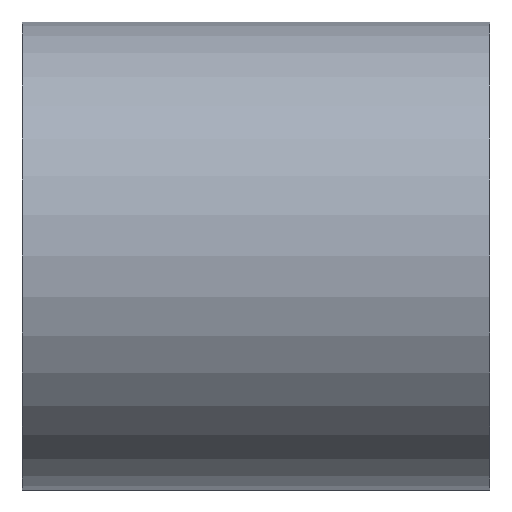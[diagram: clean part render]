
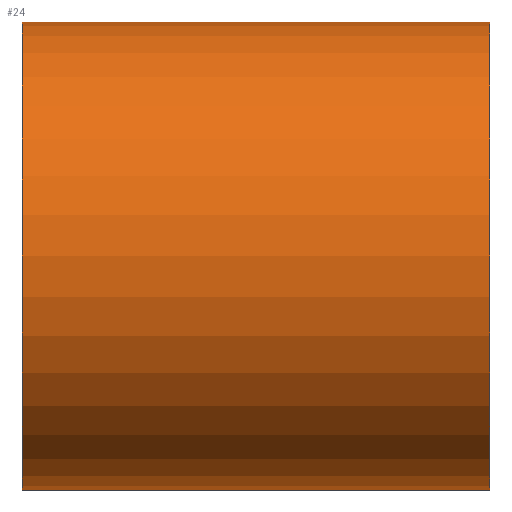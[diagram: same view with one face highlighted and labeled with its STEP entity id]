
A CAD part, left-side view. The second image highlights one B-rep face of the part: STEP entity #24.
In plain terms, the highlighted cylindrical face has radius 6.35 mm (diameter 12.7 mm), a partial arc.
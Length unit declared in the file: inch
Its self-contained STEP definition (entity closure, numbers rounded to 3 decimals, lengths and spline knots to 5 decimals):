
#11 = EDGE_LOOP ( 'NONE', ( #18, #65, #17, #82 ) ) ;
#15 = EDGE_CURVE ( 'NONE', #78, #30, #90, .T. ) ;
#17 = ORIENTED_EDGE ( 'NONE', *, *, #72, .T. ) ;
#18 = ORIENTED_EDGE ( 'NONE', *, *, #15, .F. ) ;
#24 = ADVANCED_FACE ( 'NONE', ( #86 ), #37, .T. ) ;
#30 = VERTEX_POINT ( 'NONE', #95 ) ;
#36 = AXIS2_PLACEMENT_3D ( 'NONE', #39, #61, #60 ) ;
#37 = CYLINDRICAL_SURFACE ( 'NONE', #36, 0.25 ) ;
#39 = CARTESIAN_POINT ( 'NONE',  ( 0., 0.25, 0. ) ) ;
#49 = CARTESIAN_POINT ( 'NONE',  ( 0., -0.25, -0.25 ) ) ;
#55 = VERTEX_POINT ( 'NONE', #49 ) ;
#60 = DIRECTION ( 'NONE',  ( 0., 0., -1. ) ) ;
#61 = DIRECTION ( 'NONE',  ( 0., -1., 0. ) ) ;
#65 = ORIENTED_EDGE ( 'NONE', *, *, #106, .F. ) ;
#72 = EDGE_CURVE ( 'NONE', #115, #55, #177, .T. ) ;
#78 = VERTEX_POINT ( 'NONE', #248 ) ;
#82 = ORIENTED_EDGE ( 'NONE', *, *, #113, .T. ) ;
#86 = FACE_OUTER_BOUND ( 'NONE', #11, .T. ) ;
#87 = DIRECTION ( 'NONE',  ( 0., -1., 0. ) ) ;
#88 = VECTOR ( 'NONE', #87, 39.37008 ) ;
#89 = CARTESIAN_POINT ( 'NONE',  ( 0., 0.25, 0.25 ) ) ;
#90 = LINE ( 'NONE', #89, #88 ) ;
#95 = CARTESIAN_POINT ( 'NONE',  ( 0., -0.25, 0.25 ) ) ;
#106 = EDGE_CURVE ( 'NONE', #115, #78, #188, .T. ) ;
#113 = EDGE_CURVE ( 'NONE', #55, #30, #196, .T. ) ;
#115 = VERTEX_POINT ( 'NONE', #191 ) ;
#177 = LINE ( 'NONE', #209, #247 ) ;
#184 = DIRECTION ( 'NONE',  ( 0., 0., 1. ) ) ;
#185 = DIRECTION ( 'NONE',  ( 0., 1., 0. ) ) ;
#186 = CARTESIAN_POINT ( 'NONE',  ( 0., 0.25, 0. ) ) ;
#187 = AXIS2_PLACEMENT_3D ( 'NONE', #186, #185, #184 ) ;
#188 = CIRCLE ( 'NONE', #187, 0.25 ) ;
#191 = CARTESIAN_POINT ( 'NONE',  ( 0., 0.25, -0.25 ) ) ;
#192 = DIRECTION ( 'NONE',  ( 0., 0., 1. ) ) ;
#193 = DIRECTION ( 'NONE',  ( 0., 1., 0. ) ) ;
#194 = CARTESIAN_POINT ( 'NONE',  ( 0., -0.25, 0. ) ) ;
#195 = AXIS2_PLACEMENT_3D ( 'NONE', #194, #193, #192 ) ;
#196 = CIRCLE ( 'NONE', #195, 0.25 ) ;
#208 = DIRECTION ( 'NONE',  ( 0., -1., 0. ) ) ;
#209 = CARTESIAN_POINT ( 'NONE',  ( 0., 0.25, -0.25 ) ) ;
#247 = VECTOR ( 'NONE', #208, 39.37008 ) ;
#248 = CARTESIAN_POINT ( 'NONE',  ( 0., 0.25, 0.25 ) ) ;
